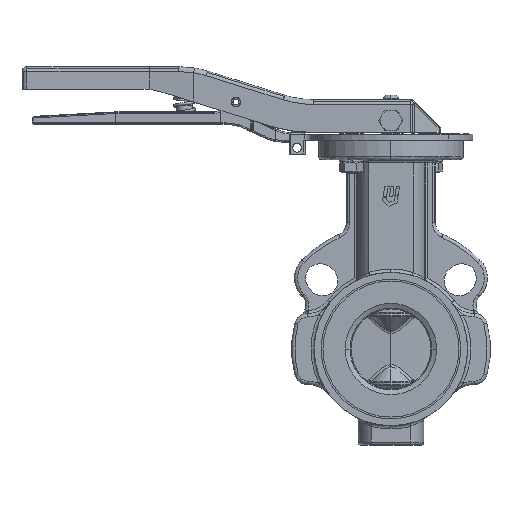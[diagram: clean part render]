
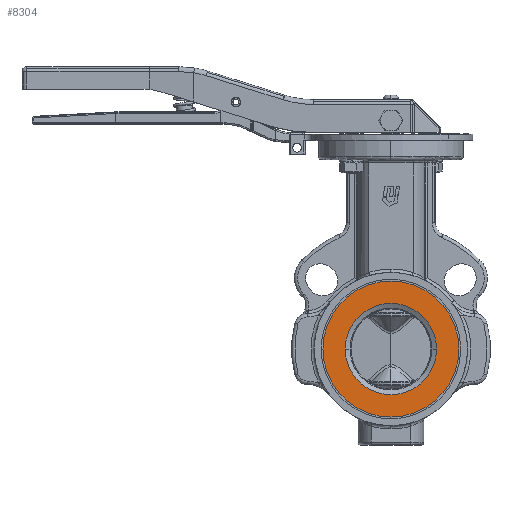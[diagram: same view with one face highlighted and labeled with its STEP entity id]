
A CAD part, left-side view. The second image highlights one B-rep face of the part: STEP entity #8304.
In plain terms, the highlighted planar face has unit normal (-1, 0, 0).
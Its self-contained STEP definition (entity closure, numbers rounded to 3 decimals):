
#5731=CARTESIAN_POINT('',(-21.6,-42.4,0.));
#5732=VERTEX_POINT('',#5731);
#5733=CARTESIAN_POINT('',(-21.6,42.4,-0.));
#5734=VERTEX_POINT('',#5733);
#5735=CARTESIAN_POINT('',(-21.6,-0.,0.));
#5736=DIRECTION('',(1.,-0.,0.));
#5737=DIRECTION('',(-0.,-1.,0.));
#5738=AXIS2_PLACEMENT_3D('',#5735,#5736,#5737);
#5739=CIRCLE('',#5738,42.4);
#5740=EDGE_CURVE('NONE',#5732,#5734,#5739,.T.);
#6210=CARTESIAN_POINT('',(-21.6,28.464,0.));
#6211=VERTEX_POINT('',#6210);
#6218=CARTESIAN_POINT('',(-21.6,-28.464,-0.));
#6219=VERTEX_POINT('',#6218);
#6220=CARTESIAN_POINT('',(-21.6,-0.,0.));
#6221=DIRECTION('',(1.,-0.,-0.));
#6222=DIRECTION('',(-0.,-1.,0.));
#6223=AXIS2_PLACEMENT_3D('',#6220,#6221,#6222);
#6224=CIRCLE('',#6223,28.464);
#6225=EDGE_CURVE('NONE',#6219,#6211,#6224,.T.);
#7922=CARTESIAN_POINT('',(-21.6,-0.,0.));
#7923=DIRECTION('',(1.,-0.,-0.));
#7924=DIRECTION('',(-0.,-1.,0.));
#7925=AXIS2_PLACEMENT_3D('',#7922,#7923,#7924);
#7926=CIRCLE('',#7925,28.464);
#7927=EDGE_CURVE('NONE',#6211,#6219,#7926,.T.);
#8156=CARTESIAN_POINT('',(-21.6,-0.,0.));
#8157=DIRECTION('',(1.,-0.,0.));
#8158=DIRECTION('',(-0.,-1.,0.));
#8159=AXIS2_PLACEMENT_3D('',#8156,#8157,#8158);
#8160=CIRCLE('',#8159,42.4);
#8161=EDGE_CURVE('NONE',#5734,#5732,#8160,.T.);
#8291=CARTESIAN_POINT('',(-21.6,-35.432,0.));
#8292=DIRECTION('',(-1.,0.,0.));
#8293=DIRECTION('',(0.,0.,-1.));
#8294=AXIS2_PLACEMENT_3D('',#8291,#8292,#8293);
#8295=PLANE('',#8294);
#8296=ORIENTED_EDGE('',*,*,#5740,.F.);
#8297=ORIENTED_EDGE('',*,*,#8161,.F.);
#8298=EDGE_LOOP('',(#8296,#8297));
#8299=FACE_BOUND('',#8298,.T.);
#8300=ORIENTED_EDGE('',*,*,#6225,.T.);
#8301=ORIENTED_EDGE('',*,*,#7927,.T.);
#8302=EDGE_LOOP('',(#8300,#8301));
#8303=FACE_BOUND('',#8302,.T.);
#8304=ADVANCED_FACE('NONE',(#8299,#8303),#8295,.T.);
